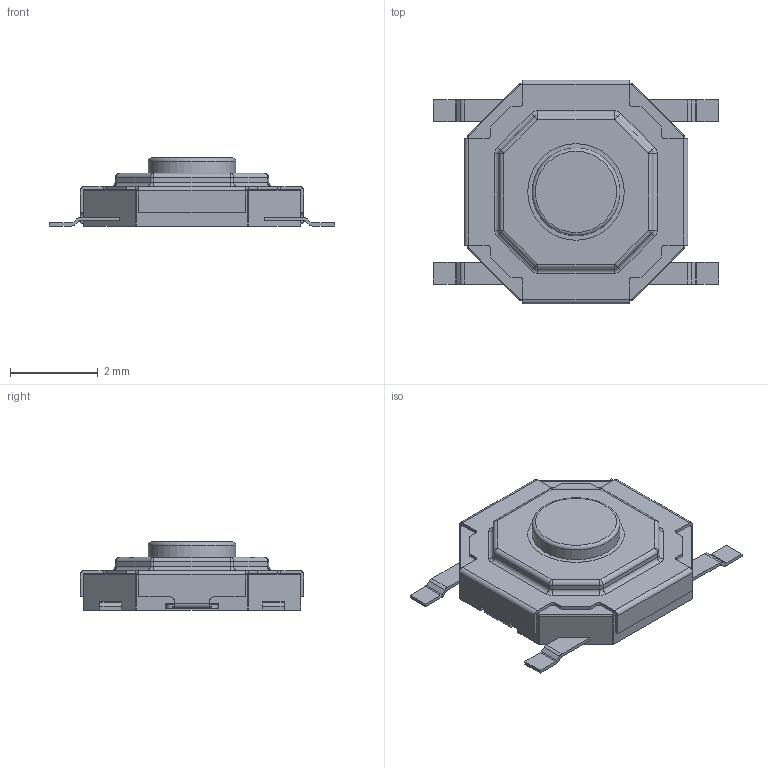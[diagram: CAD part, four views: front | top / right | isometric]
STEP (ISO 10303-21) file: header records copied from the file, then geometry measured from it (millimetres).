
FILE_DESCRIPTION(/* description */ (''),/* implementation_level */ '2;1');
FILE_NAME(/* name */ 'XKB_TS-1187A-B-A-B.step',/* time_stamp */ '2022-01-21T14:55:17+08:00',/* author */ (''),/* organization */ (''),/* preprocessor_version */ 'ST-DEVELOPER v18.1',/* originating_system */ 'Autodesk Translation Framework v10.10.0.1391',/* authorisation */ '');
FILE_SCHEMA (('AUTOMOTIVE_DESIGN { 1 0 10303 214 3 1 1 }'));
Length unit declared in the file: millimetre
Products named in the file (2): XKB TS-1187A-B-A-B; TS-1187A-B-A-B
Assembly tree (1 placements, depth 2):
  XKB TS-1187A-B-A-B
    TS-1187A-B-A-B
Bounding box: 6.5 x 5.1 x 1.55 mm (x, y, z)
Volume: 22.4 mm3; surface area: 129.1 mm2
Topology: 7 solids, 7 shells, 287 faces, 720 edges, 428 vertices
Faces by surface type: plane 129, cylinder 117, sphere 24, torus 17
Full cylindrical faces by diameter (mm): 2 x1, 2.2 x2
Entity records: 8408 total; most frequent: DIRECTION 1531, CARTESIAN_POINT 1416, ORIENTED_EDGE 1396, EDGE_CURVE 698, AXIS2_PLACEMENT_3D 543, LINE 445, VECTOR 445, VERTEX_POINT 428
